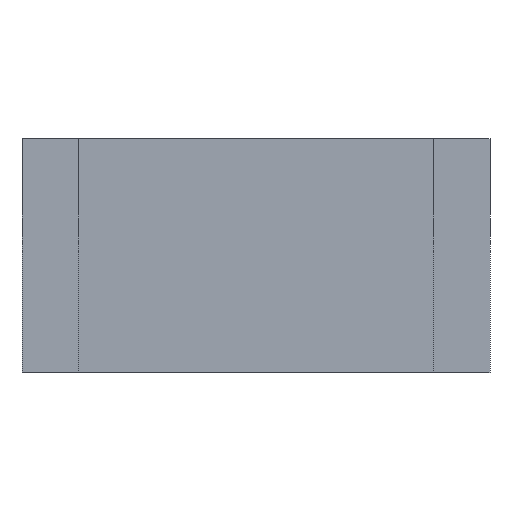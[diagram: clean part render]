
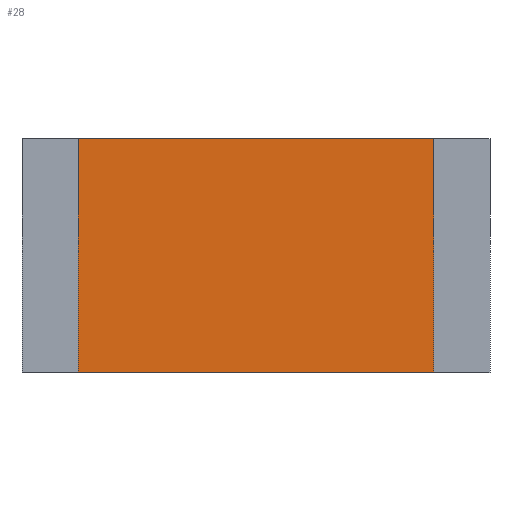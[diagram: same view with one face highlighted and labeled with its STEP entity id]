
A CAD part, front view. The second image highlights one B-rep face of the part: STEP entity #28.
In plain terms, the highlighted planar face has unit normal (0, -1, 0).
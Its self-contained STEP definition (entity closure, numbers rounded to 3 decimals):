
#3 = DIRECTION ( 'NONE',  ( 0., 0., 1. ) ) ;
#6 = DIRECTION ( 'NONE',  ( 1., 0., 0. ) ) ;
#9 = VECTOR ( 'NONE', #3, 1000. ) ;
#25 = VERTEX_POINT ( 'NONE', #803 ) ;
#28 = ADVANCED_FACE ( 'NONE', ( #534 ), #296, .T. ) ;
#76 = CARTESIAN_POINT ( 'NONE',  ( -2.465, 0.035, -6.22 ) ) ;
#78 = CARTESIAN_POINT ( 'NONE',  ( -2.465, 0.035, -6.22 ) ) ;
#96 = ORIENTED_EDGE ( 'NONE', *, *, #587, .F. ) ;
#110 = VECTOR ( 'NONE', #909, 1000. ) ;
#146 = LINE ( 'NONE', #630, #685 ) ;
#148 = LINE ( 'NONE', #285, #367 ) ;
#158 = VERTEX_POINT ( 'NONE', #448 ) ;
#192 = DIRECTION ( 'NONE',  ( 0., 0., 1. ) ) ;
#285 = CARTESIAN_POINT ( 'NONE',  ( -2.465, 0.035, 1.25 ) ) ;
#296 = PLANE ( 'NONE',  #924 ) ;
#367 = VECTOR ( 'NONE', #489, 1000. ) ;
#390 = ORIENTED_EDGE ( 'NONE', *, *, #738, .T. ) ;
#428 = VERTEX_POINT ( 'NONE', #478 ) ;
#444 = DIRECTION ( 'NONE',  ( 0., -1., 0. ) ) ;
#448 = CARTESIAN_POINT ( 'NONE',  ( -2.465, 0.035, -1.25 ) ) ;
#462 = LINE ( 'NONE', #78, #9 ) ;
#478 = CARTESIAN_POINT ( 'NONE',  ( -2.465, 0.035, 1.25 ) ) ;
#485 = CARTESIAN_POINT ( 'NONE',  ( -2.465, 0.035, -1.25 ) ) ;
#488 = EDGE_LOOP ( 'NONE', ( #551, #523, #390, #96 ) ) ;
#489 = DIRECTION ( 'NONE',  ( 1., 0., 0. ) ) ;
#499 = LINE ( 'NONE', #485, #110 ) ;
#523 = ORIENTED_EDGE ( 'NONE', *, *, #697, .T. ) ;
#534 = FACE_OUTER_BOUND ( 'NONE', #488, .T. ) ;
#551 = ORIENTED_EDGE ( 'NONE', *, *, #823, .F. ) ;
#587 = EDGE_CURVE ( 'NONE', #428, #25, #148, .T. ) ;
#612 = VERTEX_POINT ( 'NONE', #640 ) ;
#630 = CARTESIAN_POINT ( 'NONE',  ( 2.465, 0.035, -6.22 ) ) ;
#640 = CARTESIAN_POINT ( 'NONE',  ( 2.465, 0.035, -1.25 ) ) ;
#685 = VECTOR ( 'NONE', #192, 1000. ) ;
#697 = EDGE_CURVE ( 'NONE', #158, #612, #499, .T. ) ;
#738 = EDGE_CURVE ( 'NONE', #612, #25, #146, .T. ) ;
#803 = CARTESIAN_POINT ( 'NONE',  ( 2.465, 0.035, 1.25 ) ) ;
#823 = EDGE_CURVE ( 'NONE', #158, #428, #462, .T. ) ;
#909 = DIRECTION ( 'NONE',  ( 1., 0., 0. ) ) ;
#924 = AXIS2_PLACEMENT_3D ( 'NONE', #76, #444, #6 ) ;
